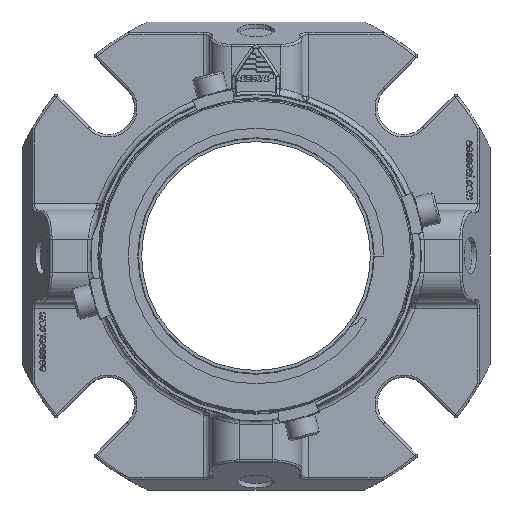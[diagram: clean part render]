
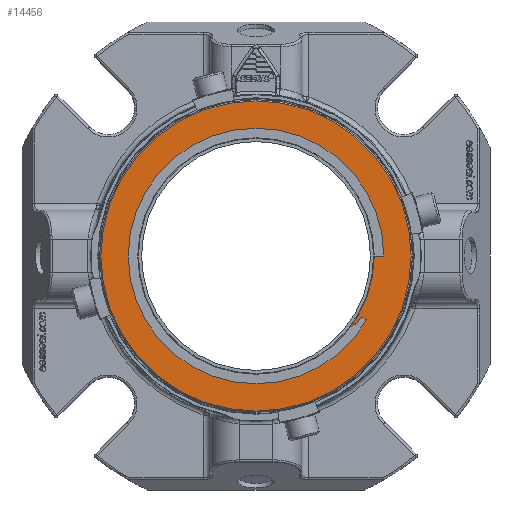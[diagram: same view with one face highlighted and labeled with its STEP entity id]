
A CAD part, left-side view. The second image highlights one B-rep face of the part: STEP entity #14456.
In plain terms, the highlighted planar face has unit normal (-1, 0, 0).
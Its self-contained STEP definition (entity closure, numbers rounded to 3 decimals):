
#1027=LINE('',#20662,#1965);
#1031=LINE('',#20674,#1969);
#1965=VECTOR('',#16864,1000.);
#1969=VECTOR('',#16878,1000.);
#2933=PLANE('',#15423);
#3243=ORIENTED_EDGE('',*,*,#7742,.F.);
#3244=ORIENTED_EDGE('',*,*,#7740,.T.);
#3245=ORIENTED_EDGE('',*,*,#7738,.T.);
#3246=ORIENTED_EDGE('',*,*,#7736,.F.);
#3247=ORIENTED_EDGE('',*,*,#7733,.T.);
#3248=ORIENTED_EDGE('',*,*,#7756,.T.);
#7733=EDGE_CURVE('',#10002,#10003,#11428,.F.);
#7736=EDGE_CURVE('',#10002,#10004,#1027,.T.);
#7738=EDGE_CURVE('',#10005,#10004,#11429,.T.);
#7740=EDGE_CURVE('',#10006,#10005,#11430,.F.);
#7742=EDGE_CURVE('',#10006,#10003,#1031,.T.);
#7756=EDGE_CURVE('',#10020,#10020,#11444,.T.);
#10002=VERTEX_POINT('',#20657);
#10003=VERTEX_POINT('',#20658);
#10004=VERTEX_POINT('',#20663);
#10005=VERTEX_POINT('',#20667);
#10006=VERTEX_POINT('',#20671);
#10020=VERTEX_POINT('',#20715);
#11428=CIRCLE('',#15391,53.188);
#11429=CIRCLE('',#15394,9.525);
#11430=CIRCLE('',#15396,48.412);
#11444=CIRCLE('',#15424,64.58);
#12165=EDGE_LOOP('',(#3243,#3244,#3245,#3246,#3247));
#12166=EDGE_LOOP('',(#3248));
#13183=FACE_BOUND('',#12165,.T.);
#13184=FACE_BOUND('',#12166,.T.);
#14456=ADVANCED_FACE('',(#13183,#13184),#2933,.T.);
#15391=AXIS2_PLACEMENT_3D('',#20656,#16858,#16859);
#15394=AXIS2_PLACEMENT_3D('',#20666,#16868,#16869);
#15396=AXIS2_PLACEMENT_3D('',#20670,#16873,#16874);
#15423=AXIS2_PLACEMENT_3D('',#20713,#16929,#16930);
#15424=AXIS2_PLACEMENT_3D('',#20714,#16931,#16932);
#16858=DIRECTION('',(-1.,0.,0.));
#16859=DIRECTION('',(0.,-1.,0.));
#16864=DIRECTION('',(0.,0.866,0.5));
#16868=DIRECTION('',(-1.,0.,0.));
#16869=DIRECTION('',(0.,-1.,0.));
#16873=DIRECTION('',(-1.,0.,0.));
#16874=DIRECTION('',(0.,-1.,0.));
#16878=DIRECTION('',(0.,-1.,0.));
#16929=DIRECTION('',(-1.,0.,0.));
#16930=DIRECTION('',(0.,-0.866,0.5));
#16931=DIRECTION('',(-1.,0.,0.));
#16932=DIRECTION('',(0.,-0.866,0.5));
#20656=CARTESIAN_POINT('',(-71.044,0.,0.));
#20657=CARTESIAN_POINT('',(-71.044,-46.062,-26.594));
#20658=CARTESIAN_POINT('',(-71.044,-53.188,0.));
#20662=CARTESIAN_POINT('',(-71.044,-46.062,-26.594));
#20663=CARTESIAN_POINT('',(-71.044,-43.994,-25.4));
#20666=CARTESIAN_POINT('',(-71.044,-35.745,-20.638));
#20667=CARTESIAN_POINT('',(-71.044,-38.102,-29.866));
#20670=CARTESIAN_POINT('',(-71.044,0.,0.));
#20671=CARTESIAN_POINT('',(-71.044,-48.412,0.));
#20674=CARTESIAN_POINT('',(-71.044,-48.412,0.));
#20713=CARTESIAN_POINT('',(-71.044,56.367,-32.544));
#20714=CARTESIAN_POINT('',(-71.044,0.,0.));
#20715=CARTESIAN_POINT('',(-71.044,-55.927,32.29));
